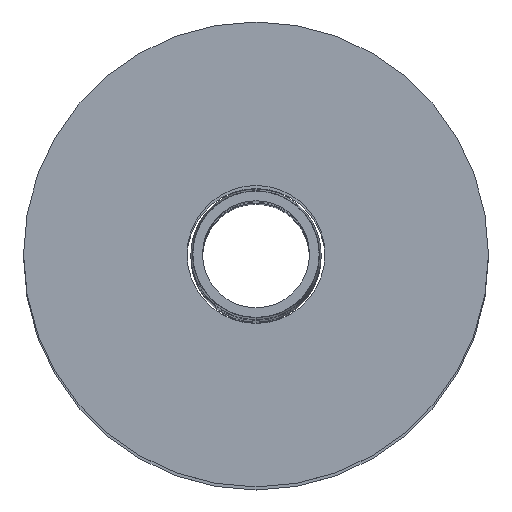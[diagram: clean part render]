
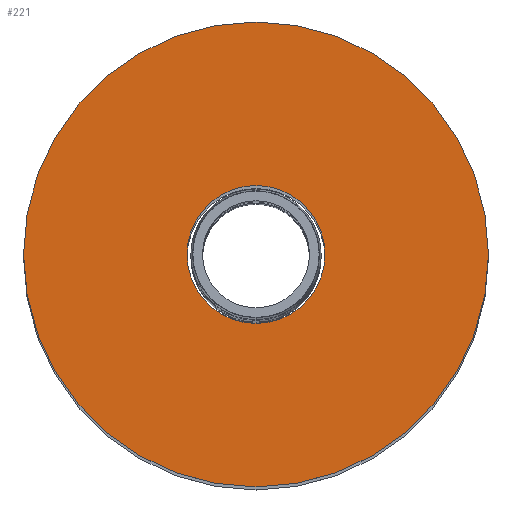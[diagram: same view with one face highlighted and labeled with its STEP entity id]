
A CAD part, top view. The second image highlights one B-rep face of the part: STEP entity #221.
In plain terms, the highlighted planar face has unit normal (0, 0, 1).
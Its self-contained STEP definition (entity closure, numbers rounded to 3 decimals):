
#39=PLANE('',#252);
#51=FACE_BOUND('',#94,.T.);
#69=FACE_OUTER_BOUND('',#93,.T.);
#93=EDGE_LOOP('',(#183));
#94=EDGE_LOOP('',(#184));
#121=CIRCLE('',#247,17.8);
#123=CIRCLE('',#250,60.);
#139=VERTEX_POINT('',#377);
#141=VERTEX_POINT('',#382);
#157=EDGE_CURVE('',#139,#139,#121,.T.);
#159=EDGE_CURVE('',#141,#141,#123,.T.);
#183=ORIENTED_EDGE('',*,*,#159,.F.);
#184=ORIENTED_EDGE('',*,*,#157,.T.);
#221=ADVANCED_FACE('',(#69,#51),#39,.F.);
#247=AXIS2_PLACEMENT_3D('',#378,#299,#300);
#250=AXIS2_PLACEMENT_3D('',#383,#305,#306);
#252=AXIS2_PLACEMENT_3D('',#386,#309,#310);
#299=DIRECTION('center_axis',(0.,0.,-1.));
#300=DIRECTION('ref_axis',(-1.,0.,0.));
#305=DIRECTION('center_axis',(0.,0.,-1.));
#306=DIRECTION('ref_axis',(-1.,0.,0.));
#309=DIRECTION('center_axis',(0.,0.,-1.));
#310=DIRECTION('ref_axis',(-1.,0.,0.));
#377=CARTESIAN_POINT('',(17.8,0.,457.));
#378=CARTESIAN_POINT('Origin',(0.,0.,457.));
#382=CARTESIAN_POINT('',(60.,0.,457.));
#383=CARTESIAN_POINT('Origin',(0.,0.,457.));
#386=CARTESIAN_POINT('Origin',(0.,0.,457.));
